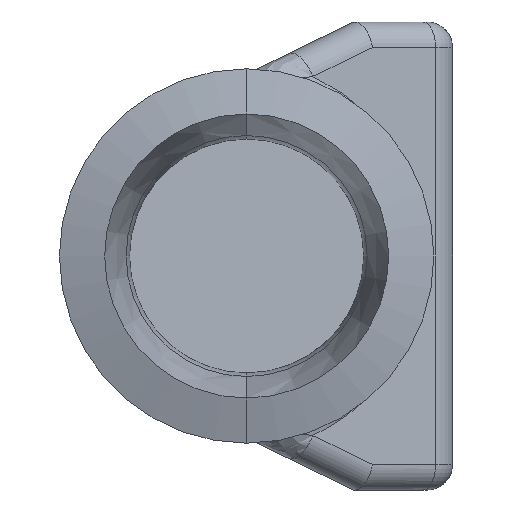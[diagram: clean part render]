
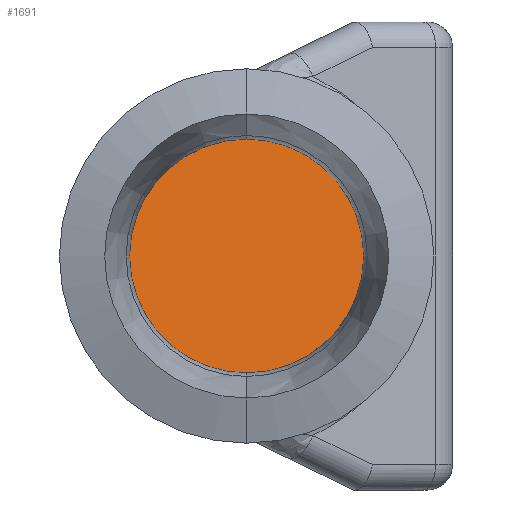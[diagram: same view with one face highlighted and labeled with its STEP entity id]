
A CAD part, left-side view. The second image highlights one B-rep face of the part: STEP entity #1691.
In plain terms, the highlighted planar face has unit normal (-0.866, -0.5, 0).
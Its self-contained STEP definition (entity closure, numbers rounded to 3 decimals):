
#40 = CARTESIAN_POINT ( 'NONE',  ( 98.523, 0., -13.75 ) ) ;
#46 = EDGE_CURVE ( 'NONE', #415, #722, #1305, .T. ) ;
#131 = CARTESIAN_POINT ( 'NONE',  ( 114.4, -27.5, -13.75 ) ) ;
#174 = CARTESIAN_POINT ( 'NONE',  ( 111.628, -22.7, -81.13 ) ) ;
#207 =( BOUNDED_CURVE ( )  B_SPLINE_CURVE ( 3, ( #691, #1222, #432, #40 ),
 .UNSPECIFIED., .F., .T. ) 
 B_SPLINE_CURVE_WITH_KNOTS ( ( 4, 4 ),
 ( 4.712, 7.854 ),
 .UNSPECIFIED. ) 
 CURVE ( )  GEOMETRIC_REPRESENTATION_ITEM ( )  RATIONAL_B_SPLINE_CURVE ( ( 1., 0.333, 0.333, 1. ) ) 
 REPRESENTATION_ITEM ( '' )  );
#285 = CARTESIAN_POINT ( 'NONE',  ( 98.523, 0., 13.75 ) ) ;
#408 = CARTESIAN_POINT ( 'NONE',  ( 98.523, 0., -13.75 ) ) ;
#415 = VERTEX_POINT ( 'NONE', #628 ) ;
#432 = CARTESIAN_POINT ( 'NONE',  ( 82.645, 27.5, -13.75 ) ) ;
#570 = PLANE ( 'NONE',  #770 ) ;
#628 = CARTESIAN_POINT ( 'NONE',  ( 98.523, 0., -13.75 ) ) ;
#648 = EDGE_LOOP ( 'NONE', ( #1055, #676 ) ) ;
#676 = ORIENTED_EDGE ( 'NONE', *, *, #46, .T. ) ;
#691 = CARTESIAN_POINT ( 'NONE',  ( 98.523, 0., 13.75 ) ) ;
#712 = CARTESIAN_POINT ( 'NONE',  ( 98.523, 0., 13.75 ) ) ;
#722 = VERTEX_POINT ( 'NONE', #712 ) ;
#770 = AXIS2_PLACEMENT_3D ( 'NONE', #174, #962, #1623 ) ;
#962 = DIRECTION ( 'NONE',  ( -0.866, -0.5, 0. ) ) ;
#1055 = ORIENTED_EDGE ( 'NONE', *, *, #1302, .T. ) ;
#1058 = CARTESIAN_POINT ( 'NONE',  ( 114.4, -27.5, 13.75 ) ) ;
#1222 = CARTESIAN_POINT ( 'NONE',  ( 82.645, 27.5, 13.75 ) ) ;
#1227 = FACE_OUTER_BOUND ( 'NONE', #648, .T. ) ;
#1302 = EDGE_CURVE ( 'NONE', #722, #415, #207, .T. ) ;
#1305 =( BOUNDED_CURVE ( )  B_SPLINE_CURVE ( 3, ( #408, #131, #1058, #285 ),
 .UNSPECIFIED., .F., .F. ) 
 B_SPLINE_CURVE_WITH_KNOTS ( ( 4, 4 ),
 ( 1.571, 4.712 ),
 .UNSPECIFIED. ) 
 CURVE ( )  GEOMETRIC_REPRESENTATION_ITEM ( )  RATIONAL_B_SPLINE_CURVE ( ( 1., 0.333, 0.333, 1. ) ) 
 REPRESENTATION_ITEM ( '' )  );
#1623 = DIRECTION ( 'NONE',  ( 0.5, -0.866, 0. ) ) ;
#1691 = ADVANCED_FACE ( 'NONE', ( #1227 ), #570, .T. ) ;
